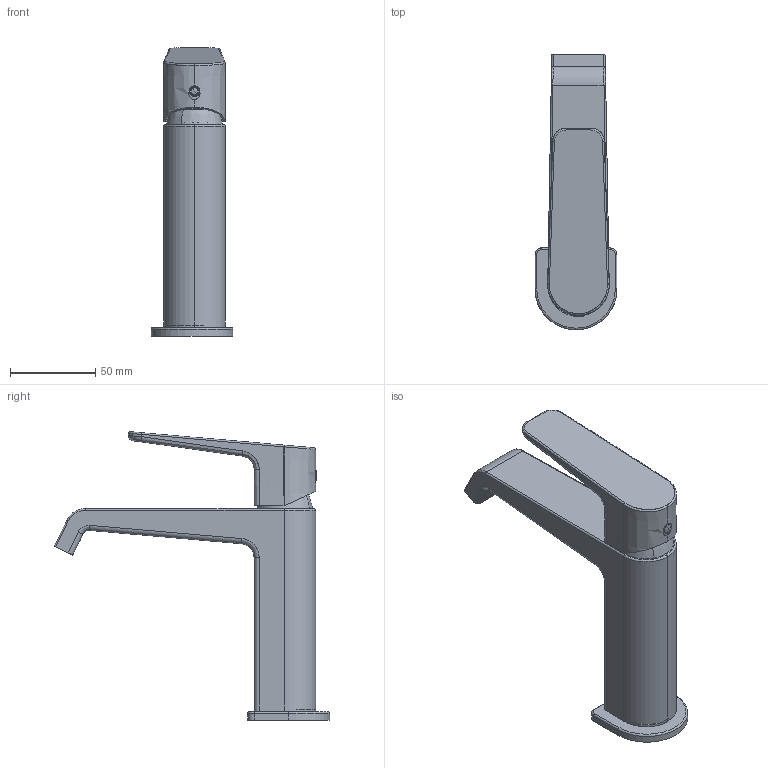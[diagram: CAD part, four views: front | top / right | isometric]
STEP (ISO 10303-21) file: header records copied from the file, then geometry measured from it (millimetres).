
FILE_DESCRIPTION(('CATIA V5 STEP Exchange','CAx-IF Rec.Pracs.--- Model Styling and Organization---1.5--- 2016-08-15','CAx-IF Rec.Pracs.---Supplemental Geometry---1.0---2011-11-01','CAx-IF Rec.Pracs.--- Composite Materials ---3.4---2017-06-13','CAx-IF Rec.Pracs.---Tessellated 3D Geometry---1.0---2015-12-17'),'2;1');
FILE_NAME('RL000504.stp','2023-05-26T09:21:35+00:00',('none'),('none'),'CATIA Version 5-6 Release 2020 SP2','CATIA V5 STEP AP242 v2','none');
FILE_SCHEMA(('AP242_MANAGED_MODEL_BASED_3D_ENGINEERING_MIM_LF {1 0 10303 442 1 1 4}'));
Products named in the file (1): RL000504
Bounding box: 48 x 161.31 x 169 mm (x, y, z)
Volume: 7241.6 mm3; surface area: 46648.2 mm2
Topology: 4 solids, 85 shells, 2247 faces, 6102 edges, 3925 vertices
Faces by surface type: cylinder 883, plane 764, bspline 409, torus 143, cone 44, revolution 2, sphere 2
Entity records: 83283 total; most frequent: CARTESIAN_POINT 37678, ORIENTED_EDGE 11757, EDGE_CURVE 6092, DIRECTION 5373, VERTEX_POINT 3925, VECTOR 2666, LINE 2666, EDGE_LOOP 2537
